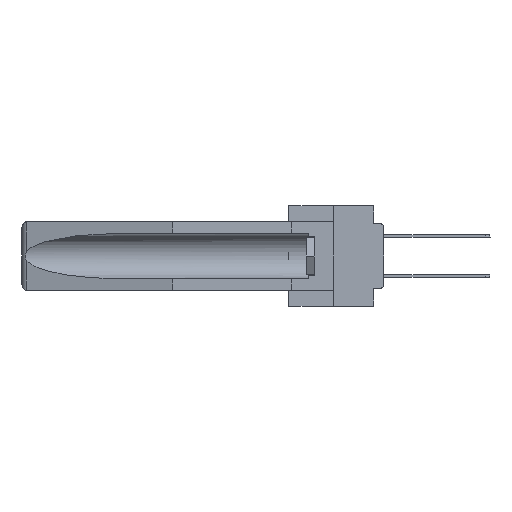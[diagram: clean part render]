
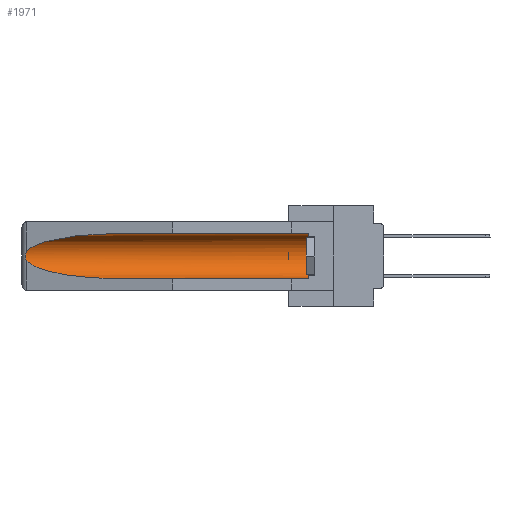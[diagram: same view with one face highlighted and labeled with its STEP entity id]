
A CAD part, left-side view. The second image highlights one B-rep face of the part: STEP entity #1971.
In plain terms, the highlighted cylindrical face has radius 2.857 mm (diameter 5.715 mm), a partial arc.
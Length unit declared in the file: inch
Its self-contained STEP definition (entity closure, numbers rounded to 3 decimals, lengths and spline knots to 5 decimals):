
#53 = CARTESIAN_POINT ( 'NONE',  ( 0.2675, 1.53308, -0.17534 ) ) ;
#372 = VERTEX_POINT ( 'NONE', #36784 ) ;
#945 = ORIENTED_EDGE ( 'NONE', *, *, #24731, .T. ) ;
#1200 = VERTEX_POINT ( 'NONE', #40188 ) ;
#1971 = ADVANCED_FACE ( 'NONE', ( #22670 ), #14468, .F. ) ;
#2559 = EDGE_CURVE ( 'NONE', #35103, #372, #7913, .T. ) ;
#2632 = DIRECTION ( 'NONE',  ( 0., 1., 0. ) ) ;
#3016 = ORIENTED_EDGE ( 'NONE', *, *, #17266, .T. ) ;
#3128 = CARTESIAN_POINT ( 'NONE',  ( 0.26654, 1.53092, -0.15636 ) ) ;
#4714 = VECTOR ( 'NONE', #2632, 39.37008 ) ;
#5121 = DIRECTION ( 'NONE',  ( 0., 1., 0. ) ) ;
#5192 = DIRECTION ( 'NONE',  ( 0., 0., 1. ) ) ;
#6076 = EDGE_CURVE ( 'NONE', #7328, #372, #8968, .T. ) ;
#6183 = LINE ( 'NONE', #9481, #4714 ) ;
#6349 = CARTESIAN_POINT ( 'NONE',  ( 0.26655, 1.53094, -0.18657 ) ) ;
#6368 = CARTESIAN_POINT ( 'NONE',  ( 0.26537, 1.52718, -0.19328 ) ) ;
#6509 = CARTESIAN_POINT ( 'NONE',  ( 0.26537, 1.52718, -0.14972 ) ) ;
#6605 = ORIENTED_EDGE ( 'NONE', *, *, #2559, .F. ) ;
#7328 = VERTEX_POINT ( 'NONE', #11196 ) ;
#7913 = LINE ( 'NONE', #30538, #10910 ) ;
#8224 =( BOUNDED_CURVE ( )  B_SPLINE_CURVE ( 3, ( #29368, #23060, #19474, #6509 ),
 .UNSPECIFIED., .F., .F. ) 
 B_SPLINE_CURVE_WITH_KNOTS ( ( 4, 4 ),
 ( 4.71239, 6.08839 ),
 .UNSPECIFIED. ) 
 CURVE ( )  GEOMETRIC_REPRESENTATION_ITEM ( )  RATIONAL_B_SPLINE_CURVE ( ( 1., 0.848, 0.848, 1. ) ) 
 REPRESENTATION_ITEM ( '' )  );
#8788 = CARTESIAN_POINT ( 'NONE',  ( 0.155, -0.30754, -0.1715 ) ) ;
#8968 =( BOUNDED_CURVE ( )  B_SPLINE_CURVE ( 3, ( #6368, #12799, #22982, #10285 ),
 .UNSPECIFIED., .F., .F. ) 
 B_SPLINE_CURVE_WITH_KNOTS ( ( 4, 4 ),
 ( 0.1948, 1.5708 ),
 .UNSPECIFIED. ) 
 CURVE ( )  GEOMETRIC_REPRESENTATION_ITEM ( )  RATIONAL_B_SPLINE_CURVE ( ( 1., 0.848, 0.848, 1. ) ) 
 REPRESENTATION_ITEM ( '' )  );
#9481 = CARTESIAN_POINT ( 'NONE',  ( 0.155, -0.30754, -0.059 ) ) ;
#9961 = CARTESIAN_POINT ( 'NONE',  ( 0.155, 0.126, -0.284 ) ) ;
#9996 = CARTESIAN_POINT ( 'NONE',  ( 0.26597, 1.5296, -0.19026 ) ) ;
#10285 = CARTESIAN_POINT ( 'NONE',  ( 0.155, 1.07973, -0.284 ) ) ;
#10910 = VECTOR ( 'NONE', #5121, 39.37008 ) ;
#11196 = CARTESIAN_POINT ( 'NONE',  ( 0.26537, 1.52718, -0.19328 ) ) ;
#12135 = EDGE_CURVE ( 'NONE', #1200, #33070, #8224, .T. ) ;
#12799 = CARTESIAN_POINT ( 'NONE',  ( 0.25451, 1.48313, -0.24835 ) ) ;
#13192 = CARTESIAN_POINT ( 'NONE',  ( 0.26537, 1.52718, -0.19328 ) ) ;
#13538 = AXIS2_PLACEMENT_3D ( 'NONE', #14121, #27118, #5192 ) ;
#14121 = CARTESIAN_POINT ( 'NONE',  ( 0.155, 0.126, -0.1715 ) ) ;
#14468 = CYLINDRICAL_SURFACE ( 'NONE', #16831, 0.1125 ) ;
#16232 = ORIENTED_EDGE ( 'NONE', *, *, #12135, .T. ) ;
#16831 = AXIS2_PLACEMENT_3D ( 'NONE', #8788, #38029, #24824 ) ;
#17266 = EDGE_CURVE ( 'NONE', #33070, #7328, #32203, .T. ) ;
#18071 = EDGE_CURVE ( 'NONE', #35103, #38648, #24576, .T. ) ;
#19474 = CARTESIAN_POINT ( 'NONE',  ( 0.25451, 1.48313, -0.09465 ) ) ;
#22269 = CARTESIAN_POINT ( 'NONE',  ( 0.26537, 1.52718, -0.14972 ) ) ;
#22670 = FACE_OUTER_BOUND ( 'NONE', #31314, .T. ) ;
#22982 = CARTESIAN_POINT ( 'NONE',  ( 0.21114, 1.30732, -0.284 ) ) ;
#23060 = CARTESIAN_POINT ( 'NONE',  ( 0.21114, 1.30732, -0.059 ) ) ;
#24576 = CIRCLE ( 'NONE', #13538, 0.1125 ) ;
#24731 = EDGE_CURVE ( 'NONE', #38648, #1200, #6183, .T. ) ;
#24824 = DIRECTION ( 'NONE',  ( 0., 0., 1. ) ) ;
#25618 = CARTESIAN_POINT ( 'NONE',  ( 0.2675, 1.53308, -0.16763 ) ) ;
#27118 = DIRECTION ( 'NONE',  ( 0., -1., 0. ) ) ;
#28844 = CARTESIAN_POINT ( 'NONE',  ( 0.2673, 1.53269, -0.17917 ) ) ;
#29368 = CARTESIAN_POINT ( 'NONE',  ( 0.155, 1.07973, -0.059 ) ) ;
#30538 = CARTESIAN_POINT ( 'NONE',  ( 0.155, -0.30754, -0.284 ) ) ;
#30765 = ORIENTED_EDGE ( 'NONE', *, *, #6076, .T. ) ;
#31314 = EDGE_LOOP ( 'NONE', ( #16232, #3016, #30765, #6605, #31343, #945 ) ) ;
#31343 = ORIENTED_EDGE ( 'NONE', *, *, #18071, .T. ) ;
#31915 = CARTESIAN_POINT ( 'NONE',  ( 0.2673, 1.5327, -0.16383 ) ) ;
#32203 = B_SPLINE_CURVE_WITH_KNOTS ( 'NONE', 3,
 ( #22269, #38669, #3128, #31915, #25618, #53, #28844, #6349, #9996, #13192 ),
 .UNSPECIFIED., .F., .F.,
 ( 4, 2, 2, 2, 4 ),
 ( 0., 0.00029, 0.00058, 0.00087, 0.00117 ),
 .UNSPECIFIED. ) ;
#33070 = VERTEX_POINT ( 'NONE', #37153 ) ;
#35103 = VERTEX_POINT ( 'NONE', #9961 ) ;
#36784 = CARTESIAN_POINT ( 'NONE',  ( 0.155, 1.07973, -0.284 ) ) ;
#37153 = CARTESIAN_POINT ( 'NONE',  ( 0.26537, 1.52718, -0.14972 ) ) ;
#38029 = DIRECTION ( 'NONE',  ( 0., 1., 0. ) ) ;
#38648 = VERTEX_POINT ( 'NONE', #39222 ) ;
#38669 = CARTESIAN_POINT ( 'NONE',  ( 0.26597, 1.52961, -0.15275 ) ) ;
#39222 = CARTESIAN_POINT ( 'NONE',  ( 0.155, 0.126, -0.059 ) ) ;
#40188 = CARTESIAN_POINT ( 'NONE',  ( 0.155, 1.07973, -0.059 ) ) ;
